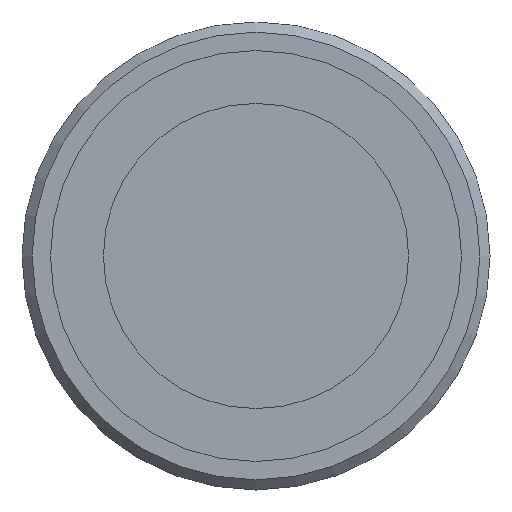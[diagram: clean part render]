
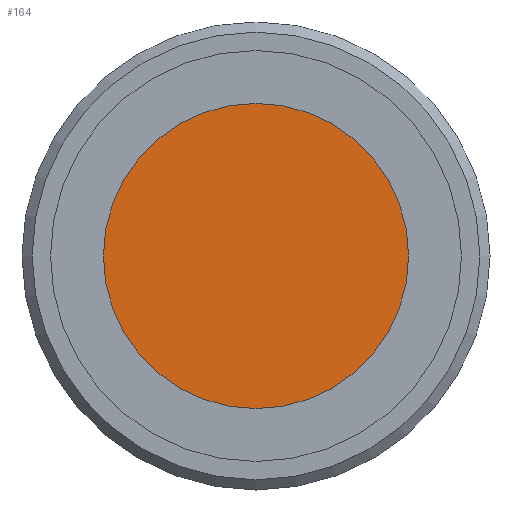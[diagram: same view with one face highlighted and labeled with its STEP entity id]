
A CAD part, front view. The second image highlights one B-rep face of the part: STEP entity #164.
In plain terms, the highlighted planar face has unit normal (0, -1, 0).
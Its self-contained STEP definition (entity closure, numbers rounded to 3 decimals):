
#21=PLANE('',#193);
#26=FACE_OUTER_BOUND('',#39,.T.);
#39=EDGE_LOOP('',(#120));
#72=CIRCLE('',#192,15.);
#84=VERTEX_POINT('',#280);
#97=EDGE_CURVE('',#84,#84,#72,.T.);
#120=ORIENTED_EDGE('',*,*,#97,.F.);
#164=ADVANCED_FACE('',(#26),#21,.F.);
#192=AXIS2_PLACEMENT_3D('',#282,#222,#223);
#193=AXIS2_PLACEMENT_3D('',#283,#224,#225);
#222=DIRECTION('center_axis',(0.,1.,0.));
#223=DIRECTION('ref_axis',(1.,0.,0.));
#224=DIRECTION('center_axis',(0.,1.,0.));
#225=DIRECTION('ref_axis',(1.,0.,0.));
#280=CARTESIAN_POINT('',(21.627,81.938,-74.321));
#282=CARTESIAN_POINT('Origin',(36.627,81.938,-74.321));
#283=CARTESIAN_POINT('Origin',(36.627,81.938,-74.321));
